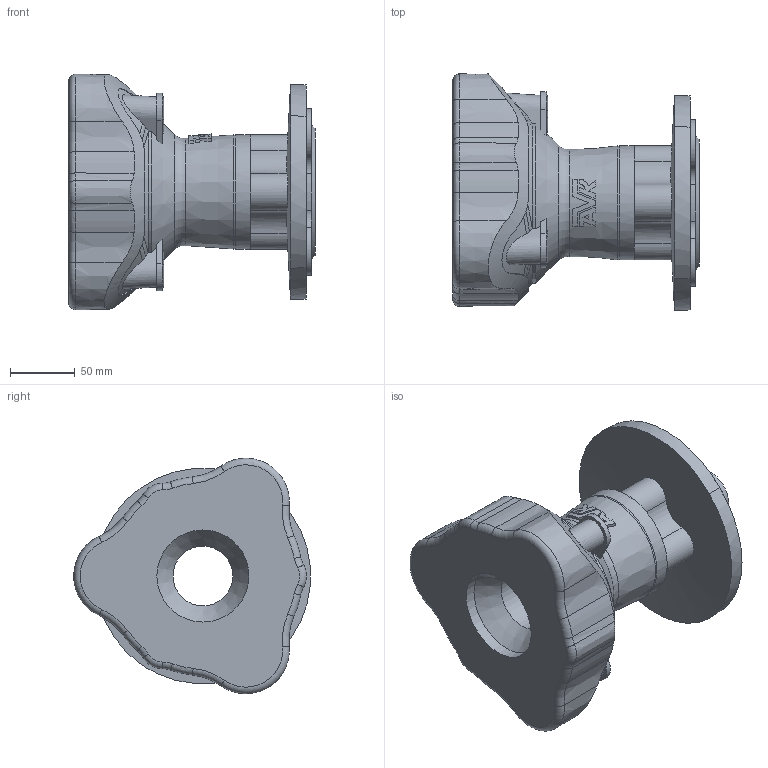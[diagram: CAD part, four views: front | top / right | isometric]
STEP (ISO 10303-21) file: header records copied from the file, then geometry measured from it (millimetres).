
FILE_DESCRIPTION (( 'STEP AP203' ), '1' );
FILE_NAME ('O_633_00_DN40_AA0_step.step', '2016-05-17T08:07:23', ( 'Windows User' ), ( 'AVK' ), 'SwSTEP 2.0', 'SolidWorks 2012', '' );
FILE_SCHEMA (( 'CONFIG_CONTROL_DESIGN' ));
Length unit declared in the file: millimetre
Products named in the file (1): O_633_00_DN40_AA0_step
Bounding box: 189.79 x 182.45 x 181.54 mm (x, y, z)
Volume: 1848321.7 mm3; surface area: 176009.7 mm2
Topology: 1 solids, 1 shells, 251 faces, 671 edges, 425 vertices
Faces by surface type: plane 71, bspline 54, cone 48, cylinder 46, torus 32
Full cylindrical faces by diameter (mm): 46 x1, 71 x2, 88 x1
Entity records: 13734 total; most frequent: CARTESIAN_POINT 8341, ORIENTED_EDGE 1290, DIRECTION 901, EDGE_CURVE 645, VERTEX_POINT 416, AXIS2_PLACEMENT_3D 387, EDGE_LOOP 273, FACE_OUTER_BOUND 260
